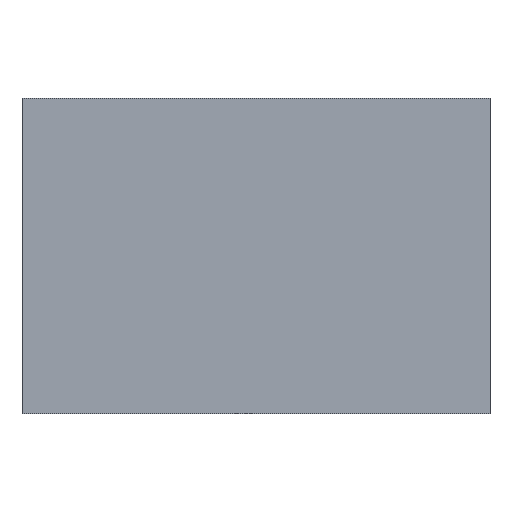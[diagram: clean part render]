
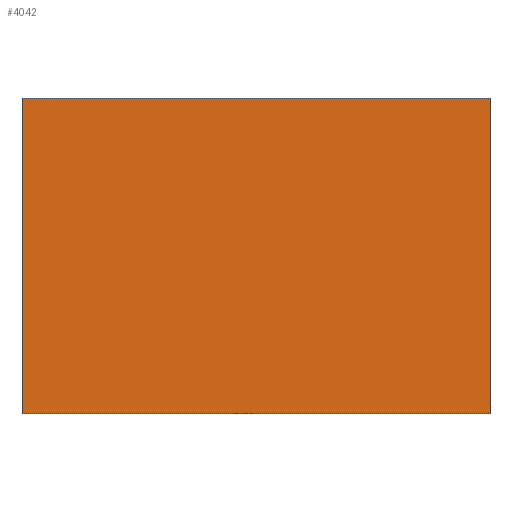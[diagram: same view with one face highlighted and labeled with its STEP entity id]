
A CAD part, front view. The second image highlights one B-rep face of the part: STEP entity #4042.
In plain terms, the highlighted planar face has unit normal (0, -1, 0).
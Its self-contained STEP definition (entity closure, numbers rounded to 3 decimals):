
#268=FACE_OUTER_BOUND('',#534,.T.);
#534=EDGE_LOOP('',(#2823,#2824,#2825,#2826));
#903=LINE('',#6150,#1383);
#904=LINE('',#6152,#1384);
#905=LINE('',#6154,#1385);
#906=LINE('',#6155,#1386);
#1383=VECTOR('',#4805,10.);
#1384=VECTOR('',#4806,10.);
#1385=VECTOR('',#4807,10.);
#1386=VECTOR('',#4808,10.);
#1863=VERTEX_POINT('',#6148);
#1864=VERTEX_POINT('',#6149);
#1865=VERTEX_POINT('',#6151);
#1866=VERTEX_POINT('',#6153);
#2223=EDGE_CURVE('',#1863,#1864,#903,.T.);
#2224=EDGE_CURVE('',#1865,#1863,#904,.T.);
#2225=EDGE_CURVE('',#1866,#1865,#905,.T.);
#2226=EDGE_CURVE('',#1864,#1866,#906,.T.);
#2823=ORIENTED_EDGE('',*,*,#2223,.F.);
#2824=ORIENTED_EDGE('',*,*,#2224,.F.);
#2825=ORIENTED_EDGE('',*,*,#2225,.F.);
#2826=ORIENTED_EDGE('',*,*,#2226,.F.);
#3908=PLANE('',#4310);
#4042=ADVANCED_FACE('',(#268),#3908,.F.);
#4310=AXIS2_PLACEMENT_3D('',#6147,#4803,#4804);
#4803=DIRECTION('center_axis',(0.,1.,0.));
#4804=DIRECTION('ref_axis',(1.,0.,0.));
#4805=DIRECTION('',(0.,0.,-1.));
#4806=DIRECTION('',(1.,0.,0.));
#4807=DIRECTION('',(0.,0.,1.));
#4808=DIRECTION('',(-1.,0.,0.));
#6147=CARTESIAN_POINT('Origin',(0.,0.,0.));
#6148=CARTESIAN_POINT('',(4.675,0.,3.151));
#6149=CARTESIAN_POINT('',(4.675,0.,-3.151));
#6150=CARTESIAN_POINT('',(4.675,0.,3.151));
#6151=CARTESIAN_POINT('',(-4.675,0.,3.151));
#6152=CARTESIAN_POINT('',(-4.675,0.,3.151));
#6153=CARTESIAN_POINT('',(-4.675,0.,-3.151));
#6154=CARTESIAN_POINT('',(-4.675,0.,-3.151));
#6155=CARTESIAN_POINT('',(4.675,0.,-3.151));
